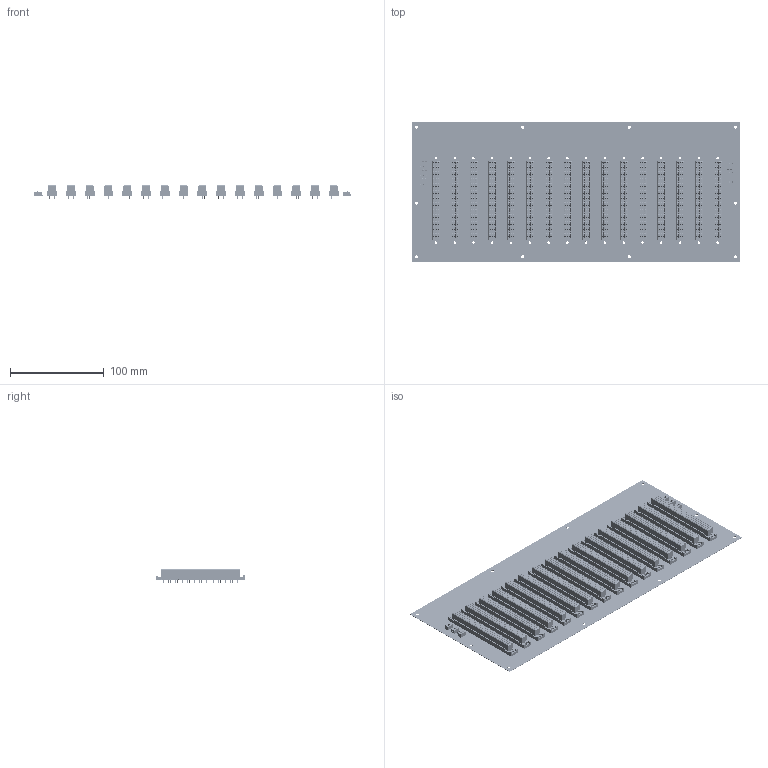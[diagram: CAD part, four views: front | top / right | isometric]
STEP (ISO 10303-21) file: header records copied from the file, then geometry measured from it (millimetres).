
FILE_DESCRIPTION(('Open CASCADE Model'),'2;1');
FILE_NAME('Open CASCADE Shape Model','2025-02-14T12:42:59',('Author'),( 'Open CASCADE'),'Open CASCADE STEP processor 7.5','Open CASCADE 7.5' ,'Unknown');
FILE_SCHEMA(('AUTOMOTIVE_DESIGN { 1 0 10303 214 1 1 1 1 }'));
Length unit declared in the file: millimetre
Products named in the file (66): PCB; Board; Open CASCADE STEP translator 7.5 2.1.1; J7; 09032646824; D2; 6615420384; Extruded; 6615420224; R1; RES0805; R2; D1; SW3; Switch_Omron_Electronics_Inc-EMC_Div_A6SN-1104_eec; 1; 2; 3; Label; Omron; J1; J16; SW6; SW5; SW4; R14; R13; R12; R11; R10; R9; C12; CAPC2012X145N EIA 0805; C11; C10; C9; C8; C7; J15; J14 ...
Assembly tree (111 placements, depth 4):
  PCB
    Board
      Open CASCADE STEP translator 7.5 2.1.1
    J7
      09032646824
    D2
      6615420384
        Extruded
      6615420224
        Extruded
    R1
      RES0805
    R2
      RES0805
    D1
      6615420384
        Extruded
      6615420224
        Extruded
    SW3
      Switch_Omron_Electronics_Inc-EMC_Div_A6SN-1104_eec
        1
        2
        3
        Label
        Omron
    J1
      09032646824
    J16
      09032646824
    SW6
      Switch_Omron_Electronics_Inc-EMC_Div_A6SN-1104_eec
        1
        2
        3
        Label
        Omron
    SW5
      Switch_Omron_Electronics_Inc-EMC_Div_A6SN-1104_eec
        1
        2
        3
        Label
        Omron
    SW4
      Switch_Omron_Electronics_Inc-EMC_Div_A6SN-1104_eec
        1
        2
        3
        Label
        Omron
    R14
      RES0805
    R13
      RES0805
    R12
      RES0805
    R11
      RES0805
    R10
Bounding box: 350 x 150 x 14.5 mm (x, y, z)
Volume: 172623.9 mm3; surface area: 185717.7 mm2
Topology: 161 solids, 161 shells, 15598 faces, 35094 edges, 22800 vertices
Faces by surface type: plane 11458, cylinder 3450, sphere 324, bspline 282, torus 84
Full cylindrical faces by diameter (mm): 0.377 x6, 0.392 x6, 0.6 x1536, 0.686 x6, 0.694 x6, 1 x1024, 2.8 x32, 2.9 x32, 3.2 x10
Entity records: 79286 total; most frequent: CARTESIAN_POINT 13742, DIRECTION 12628, ORIENTED_EDGE 11372, EDGE_CURVE 5686, AXIS2_PLACEMENT_3D 4862, FACE_BOUND 4534, EDGE_LOOP 4534, VERTEX_POINT 3722
